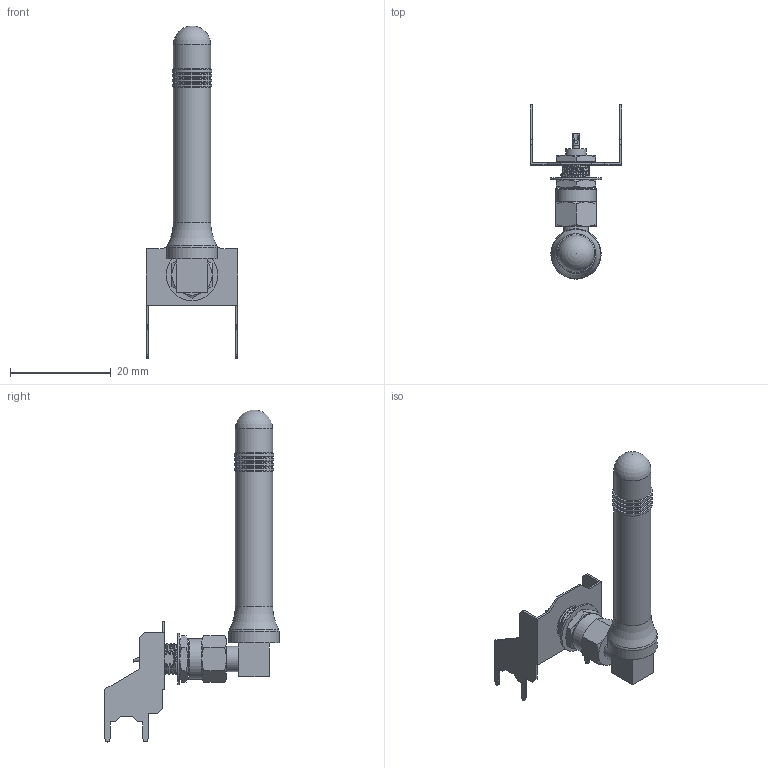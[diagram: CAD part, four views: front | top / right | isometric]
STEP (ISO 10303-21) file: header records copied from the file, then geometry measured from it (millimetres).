
FILE_DESCRIPTION(/* description */ (''),/* implementation_level */ '2;1');
FILE_NAME(/* name */ 'Omeg_P16_bracket_3D v2.step',/* time_stamp */ '2021-03-08T23:43:50+01:00',/* author */ (''),/* organization */ (''),/* preprocessor_version */ 'ST-DEVELOPER v18.1',/* originating_system */ 'Autodesk Translation Framework v9.10.0.1330',/* authorisation */ '');
FILE_SCHEMA (('AUTOMOTIVE_DESIGN { 1 0 10303 214 3 1 1 }'));
Length unit declared in the file: inch
Products named in the file (3): Omeg_P16_bracket_3D; Con-SMA-1831812_1053072-1; Antenna_2j0102
Assembly tree (2 placements, depth 2):
  Omeg_P16_bracket_3D
    Con-SMA-1831812_1053072-1
    Antenna_2j0102
Bounding box: 18.2 x 34.65 x 66 mm (x, y, z)
Volume: 3241.8 mm3; surface area: 3430.5 mm2
Topology: 3 solids, 3 shells, 247 faces, 634 edges, 405 vertices
Faces by surface type: plane 101, bspline 56, cone 43, cylinder 43, torus 3, sphere 1
Full cylindrical faces by diameter (mm): 0.889 x1, 0.9 x1, 1.27 x1, 1.321 x1, 4.133 x1, 4.623 x1, 5 x1, 5.334 x1, 6.35 x1, 7 x1, 7.332 x3, 7.4 x2, 7.9 x4, 8 x1, 10 x1, 10.211 x1
Entity records: 14109 total; most frequent: CARTESIAN_POINT 8539, ORIENTED_EDGE 1266, DIRECTION 919, EDGE_CURVE 633, VERTEX_POINT 405, AXIS2_PLACEMENT_3D 310, LINE 299, VECTOR 299
